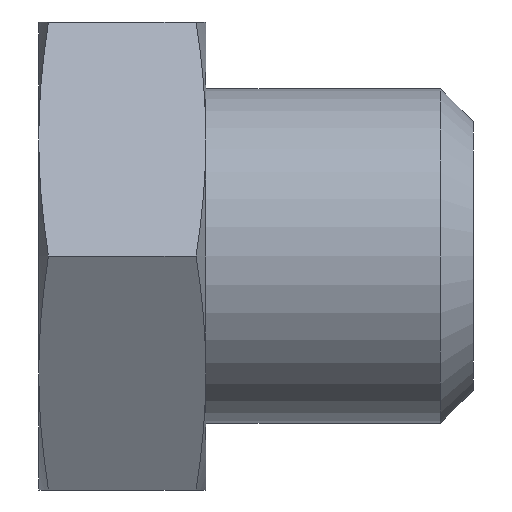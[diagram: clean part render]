
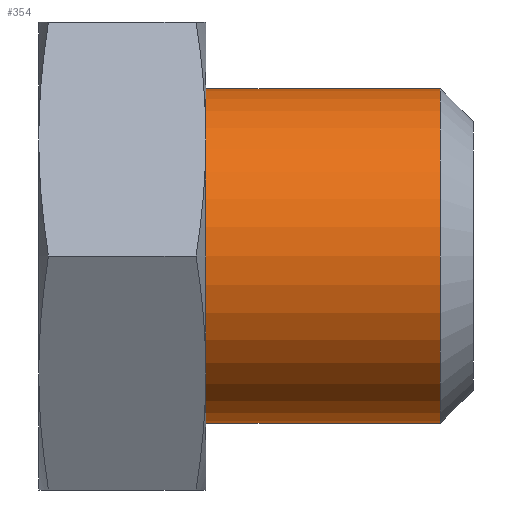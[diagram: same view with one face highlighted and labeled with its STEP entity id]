
A CAD part, left-side view. The second image highlights one B-rep face of the part: STEP entity #354.
In plain terms, the highlighted cylindrical face has radius 2.5 mm (diameter 5 mm), a full revolution.
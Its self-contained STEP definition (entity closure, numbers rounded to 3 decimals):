
#32=CYLINDRICAL_SURFACE('',#400,2.5);
#49=CIRCLE('',#399,2.5);
#50=CIRCLE('',#401,2.5);
#87=ORIENTED_EDGE('',*,*,#179,.F.);
#88=ORIENTED_EDGE('',*,*,#178,.T.);
#178=EDGE_CURVE('',#221,#221,#49,.T.);
#179=EDGE_CURVE('',#222,#222,#50,.T.);
#221=VERTEX_POINT('',#604);
#222=VERTEX_POINT('',#607);
#272=EDGE_LOOP('',(#87));
#273=EDGE_LOOP('',(#88));
#306=FACE_BOUND('',#272,.T.);
#307=FACE_BOUND('',#273,.T.);
#354=ADVANCED_FACE('',(#306,#307),#32,.T.);
#399=AXIS2_PLACEMENT_3D('',#603,#459,#460);
#400=AXIS2_PLACEMENT_3D('',#605,#461,#462);
#401=AXIS2_PLACEMENT_3D('',#606,#463,#464);
#459=DIRECTION('',(0.,-1.,0.));
#460=DIRECTION('',(0.,0.,-1.));
#461=DIRECTION('',(0.,-1.,0.));
#462=DIRECTION('',(0.,0.,-1.));
#463=DIRECTION('',(0.,-1.,0.));
#464=DIRECTION('',(0.,0.,-1.));
#603=CARTESIAN_POINT('',(0.,4.,0.));
#604=CARTESIAN_POINT('',(0.,4.,-2.5));
#605=CARTESIAN_POINT('',(0.,0.,0.));
#606=CARTESIAN_POINT('',(0.,0.491,0.));
#607=CARTESIAN_POINT('',(0.,0.491,-2.5));
